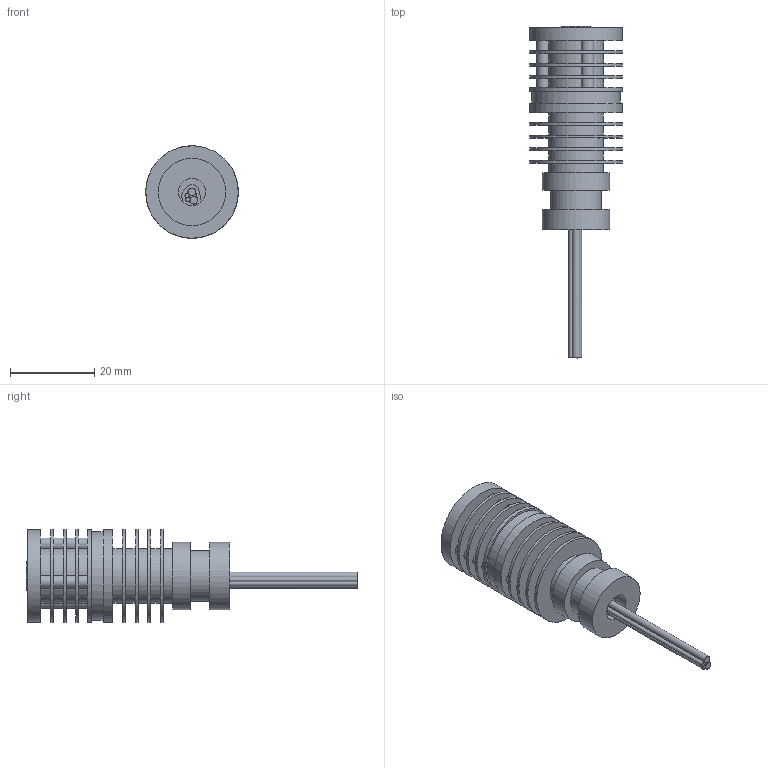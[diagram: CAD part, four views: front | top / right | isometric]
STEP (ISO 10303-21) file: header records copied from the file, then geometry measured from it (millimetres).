
FILE_DESCRIPTION(/* description */ ('Alibre Inc.'),/* implementation_level */ '2;1');
FILE_NAME(/* name */ 'export0',/* time_stamp */ '2015-07-05T23:11:14+12:00',/* author */ (''),/* organization */ (''),/* preprocessor_version */ 'ST-DEVELOPER v14',/* originating_system */ 'Alibre',/* authorisation */ '');
FILE_SCHEMA (('CONFIG_CONTROL_DESIGN'));
Length unit declared in the file: centimetre
Products named in the file (12): ID_1; ID_2; ID_3; ID_4; ID_5; ID_6; ID_7; ID_8; ID_9; ID_10
Bounding box: 22 x 78.96 x 22 mm (x, y, z)
Volume: 9229.1 mm3; surface area: 12651.6 mm2
Topology: 12 solids, 12 shells, 229 faces, 527 edges, 332 vertices
Faces by surface type: plane 133, cylinder 84, cone 9, torus 2, bspline 1
Full cylindrical faces by diameter (mm): 0.4 x3, 0.9 x2, 1.6 x1, 2.5 x3, 3 x18, 3.6 x1, 4 x1, 4.5 x1, 4.6 x1, 5.5 x1, 6.5 x1, 8.5 x1, 9 x1, 9.5 x1, 11 x1, 12 x1, 13 x9, 16 x2, 19.5 x1, 21 x1, 22 x10
Entity records: 7082 total; most frequent: CARTESIAN_POINT 1713, DIRECTION 829, ORIENTED_EDGE 734, AXIS2_PLACEMENT_3D 387, EDGE_CURVE 367, EDGE_LOOP 322, FACE_BOUND 322, VERTEX_POINT 269
